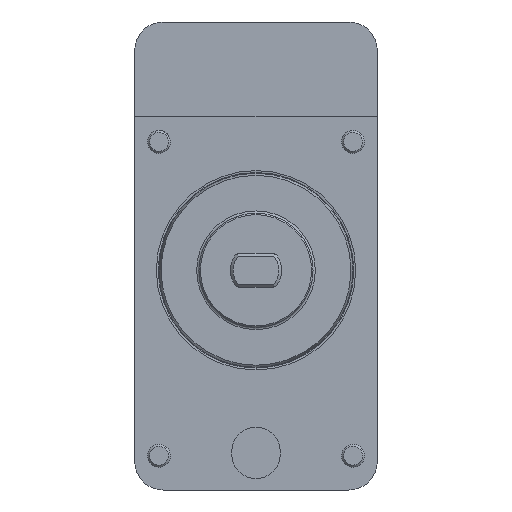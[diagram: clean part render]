
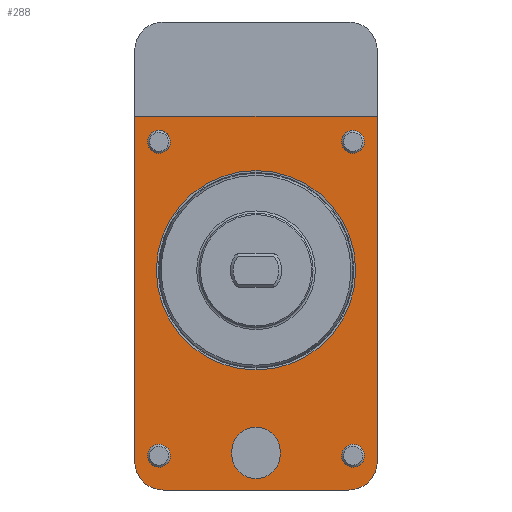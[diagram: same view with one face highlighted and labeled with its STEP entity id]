
A CAD part, front view. The second image highlights one B-rep face of the part: STEP entity #288.
In plain terms, the highlighted planar face has unit normal (0, -1, 0).
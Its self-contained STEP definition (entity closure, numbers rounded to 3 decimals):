
#273 = EDGE_LOOP ( 'NONE', ( #25047 ) ) ;
#288 = ADVANCED_FACE ( 'NONE', ( #30541, #2961, #15974, #9436, #21767 ), #23411, .F. ) ;
#776 = EDGE_CURVE ( 'NONE', #29306, #9328, #5437, .T. ) ;
#2234 = AXIS2_PLACEMENT_3D ( 'NONE', #23498, #21212, #4371 ) ;
#2961 = FACE_BOUND ( 'NONE', #273, .T. ) ;
#3296 = CARTESIAN_POINT ( 'NONE',  ( -32.5, 0., -67. ) ) ;
#3546 = EDGE_CURVE ( 'NONE', #15564, #9801, #28530, .T. ) ;
#3630 = VERTEX_POINT ( 'NONE', #22765 ) ;
#3822 = LINE ( 'NONE', #7799, #17587 ) ;
#3946 = CARTESIAN_POINT ( 'NONE',  ( 8.5, 0., -64.5 ) ) ;
#4199 = CIRCLE ( 'NONE', #23871, 8.5 ) ;
#4371 = DIRECTION ( 'NONE',  ( 0., 0., -1. ) ) ;
#4513 = AXIS2_PLACEMENT_3D ( 'NONE', #19496, #22229, #7190 ) ;
#5255 = ORIENTED_EDGE ( 'NONE', *, *, #26265, .T. ) ;
#5437 = LINE ( 'NONE', #28297, #30324 ) ;
#5681 = DIRECTION ( 'NONE',  ( 0., 0., -1. ) ) ;
#5694 = VERTEX_POINT ( 'NONE', #26789 ) ;
#6535 = DIRECTION ( 'NONE',  ( 0., 0., -1. ) ) ;
#6902 = CARTESIAN_POINT ( 'NONE',  ( -32.5, 0., -77. ) ) ;
#6956 = ORIENTED_EDGE ( 'NONE', *, *, #3546, .F. ) ;
#7007 = AXIS2_PLACEMENT_3D ( 'NONE', #3296, #20424, #20542 ) ;
#7190 = DIRECTION ( 'NONE',  ( 0., 0., 1. ) ) ;
#7325 = EDGE_CURVE ( 'NONE', #29712, #18643, #4199, .T. ) ;
#7573 = CARTESIAN_POINT ( 'NONE',  ( 42.5, 0., 54. ) ) ;
#7593 = EDGE_CURVE ( 'NONE', #25960, #9884, #12979, .T. ) ;
#7799 = CARTESIAN_POINT ( 'NONE',  ( -8.5, 0., -63.5 ) ) ;
#8240 = DIRECTION ( 'NONE',  ( 0., -1., 0. ) ) ;
#8684 = CARTESIAN_POINT ( 'NONE',  ( 42.5, 0., -67. ) ) ;
#9106 = CIRCLE ( 'NONE', #2234, 10. ) ;
#9198 = CARTESIAN_POINT ( 'NONE',  ( 8.5, 0., -63.5 ) ) ;
#9328 = VERTEX_POINT ( 'NONE', #7573 ) ;
#9341 = CARTESIAN_POINT ( 'NONE',  ( 8.5, 0., -63.5 ) ) ;
#9436 = FACE_BOUND ( 'NONE', #23830, .T. ) ;
#9801 = VERTEX_POINT ( 'NONE', #3946 ) ;
#9884 = VERTEX_POINT ( 'NONE', #6902 ) ;
#9941 = ORIENTED_EDGE ( 'NONE', *, *, #30993, .F. ) ;
#10291 = CARTESIAN_POINT ( 'NONE',  ( -42.5, 0., -67. ) ) ;
#10823 = EDGE_LOOP ( 'NONE', ( #9941, #27331, #10939, #5255, #22642, #24943 ) ) ;
#10939 = ORIENTED_EDGE ( 'NONE', *, *, #25175, .T. ) ;
#11150 = ORIENTED_EDGE ( 'NONE', *, *, #20206, .F. ) ;
#12110 = DIRECTION ( 'NONE',  ( -1., 0., 0. ) ) ;
#12168 = AXIS2_PLACEMENT_3D ( 'NONE', #19377, #14446, #12110 ) ;
#12269 = AXIS2_PLACEMENT_3D ( 'NONE', #30650, #15964, #14501 ) ;
#12979 = CIRCLE ( 'NONE', #7007, 10. ) ;
#13068 = CARTESIAN_POINT ( 'NONE',  ( 0., 0., -64.5 ) ) ;
#13441 = EDGE_CURVE ( 'NONE', #29073, #29073, #29806, .T. ) ;
#13614 = VECTOR ( 'NONE', #24197, 1000. ) ;
#13727 = CARTESIAN_POINT ( 'NONE',  ( -42.5, 0., 54. ) ) ;
#14225 = LINE ( 'NONE', #30322, #22343 ) ;
#14396 = LINE ( 'NONE', #9341, #13614 ) ;
#14446 = DIRECTION ( 'NONE',  ( 0., 1., 0. ) ) ;
#14501 = DIRECTION ( 'NONE',  ( 0., 0., -1. ) ) ;
#15161 = AXIS2_PLACEMENT_3D ( 'NONE', #13068, #8240, #5681 ) ;
#15227 = EDGE_CURVE ( 'NONE', #22623, #22623, #17728, .T. ) ;
#15512 = ORIENTED_EDGE ( 'NONE', *, *, #20937, .T. ) ;
#15564 = VERTEX_POINT ( 'NONE', #22851 ) ;
#15964 = DIRECTION ( 'NONE',  ( 0., 1., 0. ) ) ;
#15974 = FACE_BOUND ( 'NONE', #31570, .T. ) ;
#16265 = DIRECTION ( 'NONE',  ( -1., 0., 0. ) ) ;
#16575 = DIRECTION ( 'NONE',  ( 0., 1., 0. ) ) ;
#16822 = CARTESIAN_POINT ( 'NONE',  ( 42.5, 0., -77. ) ) ;
#17060 = EDGE_CURVE ( 'NONE', #31758, #9328, #22063, .T. ) ;
#17587 = VECTOR ( 'NONE', #22313, 1000. ) ;
#17619 = AXIS2_PLACEMENT_3D ( 'NONE', #21121, #16575, #16265 ) ;
#17728 = CIRCLE ( 'NONE', #12168, 4. ) ;
#18643 = VERTEX_POINT ( 'NONE', #28663 ) ;
#19377 = CARTESIAN_POINT ( 'NONE',  ( 34., 0., 45. ) ) ;
#19496 = CARTESIAN_POINT ( 'NONE',  ( 0., 0., 0. ) ) ;
#19886 = ORIENTED_EDGE ( 'NONE', *, *, #7325, .F. ) ;
#20206 = EDGE_CURVE ( 'NONE', #18643, #15564, #3822, .T. ) ;
#20376 = DIRECTION ( 'NONE',  ( 0., 0., 1. ) ) ;
#20424 = DIRECTION ( 'NONE',  ( 0., -1., 0. ) ) ;
#20542 = DIRECTION ( 'NONE',  ( 0., 0., -1. ) ) ;
#20937 = EDGE_CURVE ( 'NONE', #5694, #5694, #24066, .T. ) ;
#21121 = CARTESIAN_POINT ( 'NONE',  ( -34., 0., 45. ) ) ;
#21212 = DIRECTION ( 'NONE',  ( 0., -1., 0. ) ) ;
#21239 = DIRECTION ( 'NONE',  ( 0., -1., 0. ) ) ;
#21326 = CARTESIAN_POINT ( 'NONE',  ( -42.5, 0., -77. ) ) ;
#21480 = DIRECTION ( 'NONE',  ( 1., 0., 0. ) ) ;
#21767 = FACE_OUTER_BOUND ( 'NONE', #10823, .T. ) ;
#22063 = LINE ( 'NONE', #16822, #31192 ) ;
#22229 = DIRECTION ( 'NONE',  ( 0., -1., 0. ) ) ;
#22313 = DIRECTION ( 'NONE',  ( 0., 0., -1. ) ) ;
#22343 = VECTOR ( 'NONE', #20376, 1000. ) ;
#22623 = VERTEX_POINT ( 'NONE', #23940 ) ;
#22642 = ORIENTED_EDGE ( 'NONE', *, *, #17060, .T. ) ;
#22765 = CARTESIAN_POINT ( 'NONE',  ( 32.5, 0., -77. ) ) ;
#22851 = CARTESIAN_POINT ( 'NONE',  ( -8.5, 0., -64.5 ) ) ;
#23411 = PLANE ( 'NONE',  #12269 ) ;
#23498 = CARTESIAN_POINT ( 'NONE',  ( 32.5, 0., -67. ) ) ;
#23526 = CARTESIAN_POINT ( 'NONE',  ( 0., 0., -63.5 ) ) ;
#23830 = EDGE_LOOP ( 'NONE', ( #26019 ) ) ;
#23871 = AXIS2_PLACEMENT_3D ( 'NONE', #23526, #21239, #6535 ) ;
#23940 = CARTESIAN_POINT ( 'NONE',  ( 30., 0., 45. ) ) ;
#24066 = CIRCLE ( 'NONE', #17619, 4. ) ;
#24197 = DIRECTION ( 'NONE',  ( 0., 0., 1. ) ) ;
#24446 = EDGE_CURVE ( 'NONE', #9801, #29712, #14396, .T. ) ;
#24943 = ORIENTED_EDGE ( 'NONE', *, *, #776, .F. ) ;
#25047 = ORIENTED_EDGE ( 'NONE', *, *, #15227, .T. ) ;
#25175 = EDGE_CURVE ( 'NONE', #9884, #3630, #30418, .T. ) ;
#25960 = VERTEX_POINT ( 'NONE', #10291 ) ;
#26019 = ORIENTED_EDGE ( 'NONE', *, *, #13441, .F. ) ;
#26265 = EDGE_CURVE ( 'NONE', #3630, #31758, #9106, .T. ) ;
#26685 = EDGE_LOOP ( 'NONE', ( #15512 ) ) ;
#26789 = CARTESIAN_POINT ( 'NONE',  ( -38., 0., 45. ) ) ;
#27003 = DIRECTION ( 'NONE',  ( 0., 0., 1. ) ) ;
#27331 = ORIENTED_EDGE ( 'NONE', *, *, #7593, .T. ) ;
#27351 = VECTOR ( 'NONE', #31148, 1000. ) ;
#28297 = CARTESIAN_POINT ( 'NONE',  ( -42.5, 0., 54. ) ) ;
#28530 = CIRCLE ( 'NONE', #15161, 8.5 ) ;
#28663 = CARTESIAN_POINT ( 'NONE',  ( -8.5, 0., -63.5 ) ) ;
#29073 = VERTEX_POINT ( 'NONE', #31586 ) ;
#29306 = VERTEX_POINT ( 'NONE', #13727 ) ;
#29712 = VERTEX_POINT ( 'NONE', #9198 ) ;
#29806 = CIRCLE ( 'NONE', #4513, 34.94 ) ;
#30322 = CARTESIAN_POINT ( 'NONE',  ( -42.5, 0., 35. ) ) ;
#30324 = VECTOR ( 'NONE', #21480, 1000. ) ;
#30418 = LINE ( 'NONE', #21326, #27351 ) ;
#30541 = FACE_BOUND ( 'NONE', #26685, .T. ) ;
#30650 = CARTESIAN_POINT ( 'NONE',  ( -42.5, 0., -77. ) ) ;
#30993 = EDGE_CURVE ( 'NONE', #25960, #29306, #14225, .T. ) ;
#31148 = DIRECTION ( 'NONE',  ( 1., 0., 0. ) ) ;
#31192 = VECTOR ( 'NONE', #27003, 1000. ) ;
#31362 = ORIENTED_EDGE ( 'NONE', *, *, #24446, .F. ) ;
#31570 = EDGE_LOOP ( 'NONE', ( #11150, #19886, #31362, #6956 ) ) ;
#31586 = CARTESIAN_POINT ( 'NONE',  ( 0., 0., 34.94 ) ) ;
#31758 = VERTEX_POINT ( 'NONE', #8684 ) ;
